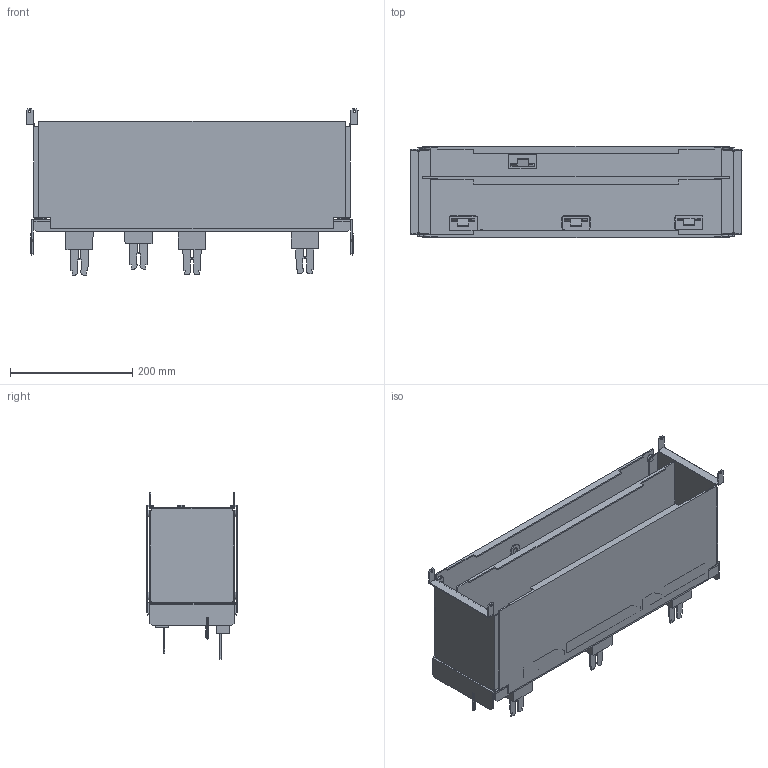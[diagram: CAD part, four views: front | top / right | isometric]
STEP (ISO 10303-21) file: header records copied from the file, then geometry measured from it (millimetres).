
FILE_DESCRIPTION((''),'2;1');
FILE_NAME('1SEP102136R0001_D_ASM_2_','2023-08-20T11:02:50',('20724'),(''),'CREO PARAMETRIC BY PTC INC, 2016390','CREO PARAMETRIC BY PTC INC, 2016390','');
FILE_SCHEMA(('AUTOMOTIVE_DESIGN { 1 0 10303 214 1 1 1 1 }'));
Length unit declared in the file: inch
Products named in the file (1): 1SEP102136R0001_D_ASM_2_
Bounding box: 544 x 149.01 x 272.8 mm (x, y, z)
Surface area: 1059804.3 mm2 (no closed solid volume)
Topology: 0 solids, 43 shells, 797 faces, 2245 edges, 1496 vertices
Faces by surface type: plane 591, cylinder 186, cone 16, bspline 4
Entity records: 32870 total; most frequent: CARTESIAN_POINT 5469, ORIENTED_EDGE 4208, DIRECTION 4094, EDGE_CURVE 2245, PRESENTATION_STYLE_ASSIGNMENT 2163, STYLED_ITEM 2163, CURVE_STYLE 2111, VECTOR 1782
